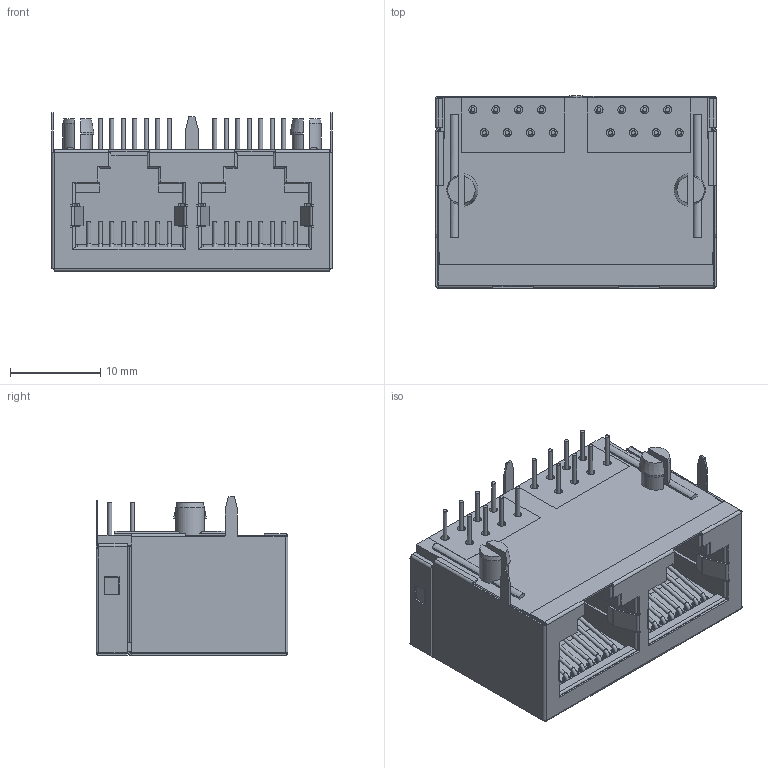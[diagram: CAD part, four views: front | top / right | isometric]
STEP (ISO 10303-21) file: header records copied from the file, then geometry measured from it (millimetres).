
FILE_DESCRIPTION(/* description */ ('Unknown'),/* implementation_level */ '2;1');
FILE_NAME(/* name */ '615016137621',/* time_stamp */ '2016-03-15T15:52:09+01:00',/* author */ ('Unknown'),/* organization */ ('Unknown'),/* preprocessor_version */ 'ST-DEVELOPER v16',/* originating_system */ 'DEX',/* authorisation */ $);
FILE_SCHEMA (('AUTOMOTIVE_DESIGN {1 0 10303 214 3 1 1}'));
Length unit declared in the file: millimetre
Products named in the file (7): 615016137621; Shielding; Shielding_2; Insulator; Insulator_2; Pin_long; Pin_short
Assembly tree (21 placements, depth 2):
  615016137621
    Shielding
    Shielding_2
    Insulator
    Insulator_2  x2
    Pin_long  x8
    Pin_short  x8
Bounding box: 31.13 x 21.27 x 17.6 mm (x, y, z)
Volume: 5498.5 mm3; surface area: 12882.6 mm2
Topology: 21 solids, 21 shells, 1059 faces, 2875 edges, 1760 vertices
Faces by surface type: plane 614, cylinder 341, bspline 52, torus 48, cone 4
Full cylindrical faces by diameter (mm): 0.45 x64, 0.9 x16
Entity records: 26930 total; most frequent: CARTESIAN_POINT 5684, ORIENTED_EDGE 4470, DIRECTION 4279, EDGE_CURVE 2235, LINE 1757, VECTOR 1757, VERTEX_POINT 1440, AXIS2_PLACEMENT_3D 1261
